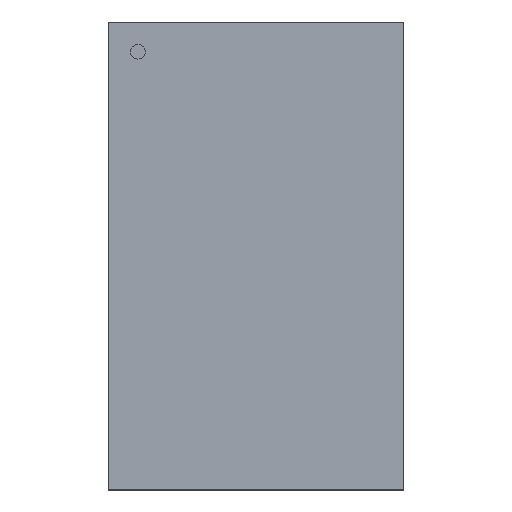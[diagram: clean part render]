
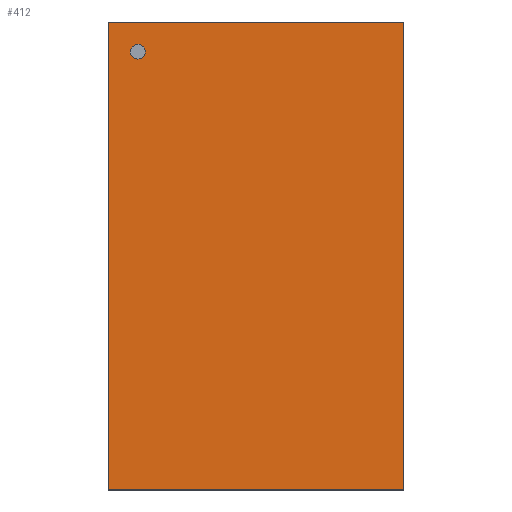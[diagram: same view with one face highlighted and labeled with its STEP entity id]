
A CAD part, top view. The second image highlights one B-rep face of the part: STEP entity #412.
In plain terms, the highlighted planar face has unit normal (0, 0, 1).
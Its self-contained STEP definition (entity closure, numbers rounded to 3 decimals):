
#188=CARTESIAN_POINT('',(0.457,-0.724,0.686));
#187=VERTEX_POINT('',#188);
#198=CARTESIAN_POINT('',(-0.457,-0.724,0.686));
#197=VERTEX_POINT('',#198);
#196=EDGE_CURVE('',#197,#187,#201,.T.);
#201=LINE('',#198,#203);
#203=VECTOR('',#204,0.914);
#204=DIRECTION('',(1.0,0.0,0.0));
#237=CARTESIAN_POINT('',(0.457,0.724,0.686));
#236=VERTEX_POINT('',#237);
#245=EDGE_CURVE('',#187,#236,#250,.T.);
#250=LINE('',#188,#252);
#252=VECTOR('',#253,1.448);
#253=DIRECTION('',(0.0,1.0,0.0));
#286=CARTESIAN_POINT('',(-0.457,0.724,0.686));
#285=VERTEX_POINT('',#286);
#294=EDGE_CURVE('',#236,#285,#299,.T.);
#299=LINE('',#237,#301);
#301=VECTOR('',#302,0.914);
#302=DIRECTION('',(-1.0,0.0,0.0));
#343=EDGE_CURVE('',#285,#197,#348,.T.);
#348=LINE('',#286,#350);
#350=VECTOR('',#351,1.448);
#351=DIRECTION('',(0.0,-1.0,0.0));
#412=ADVANCED_FACE('',(#418),#413,.T.);
#413=PLANE('',#414);
#414=AXIS2_PLACEMENT_3D('',#415,#416,#417);
#415=CARTESIAN_POINT('',(-0.457,-0.724,0.686));
#416=DIRECTION('',(0.0,0.0,1.0));
#417=DIRECTION('',(0.,1.,0.));
#418=FACE_OUTER_BOUND('',#419,.T.);
#419=EDGE_LOOP('',(#420,#430,#440,#450));
#420=ORIENTED_EDGE('',*,*,#196,.T.);
#430=ORIENTED_EDGE('',*,*,#245,.T.);
#440=ORIENTED_EDGE('',*,*,#294,.T.);
#450=ORIENTED_EDGE('',*,*,#343,.T.);
